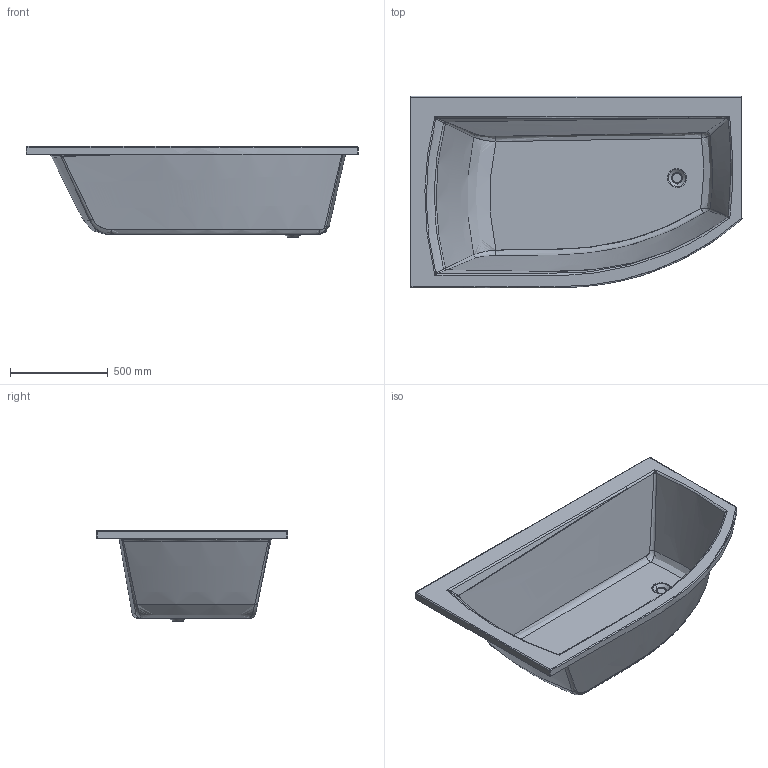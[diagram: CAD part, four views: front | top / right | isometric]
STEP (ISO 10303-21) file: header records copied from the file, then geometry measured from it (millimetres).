
FILE_DESCRIPTION(/* description */ (''),/* implementation_level */ '2;1');
FILE_NAME(/* name */ 'THERA_~3',/* time_stamp */ '2013-02-14T07:19:31+01:00',/* author */ (''),/* organization */ (''),/* preprocessor_version */ 'ST-DEVELOPER v15',/* originating_system */ '',/* authorisation */ '');
FILE_SCHEMA (('AUTOMOTIVE_DESIGN_CC2'));
Length unit declared in the file: millimetre
Products named in the file (1): Document
Bounding box: 1700 x 980 x 466 mm (x, y, z)
Surface area: 3045922.4 mm2 (no closed solid volume)
Topology: 0 solids, 1 shells, 78 faces, 208 edges, 99 vertices
Faces by surface type: bspline 71, plane 7
Entity records: 28306 total; most frequent: CARTESIAN_POINT 27294, ORIENTED_EDGE 340, EDGE_CURVE 201, VERTEX_POINT 99, EDGE_LOOP 80, ADVANCED_FACE 78, FACE_OUTER_BOUND 78, B_SPLINE_CURVE_WITH_KNOTS 72
